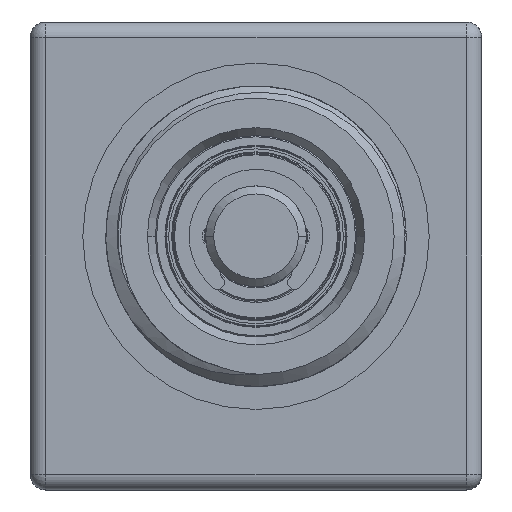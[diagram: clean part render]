
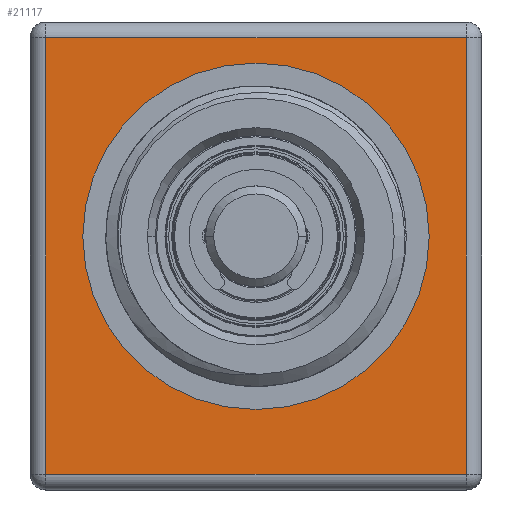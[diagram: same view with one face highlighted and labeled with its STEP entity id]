
A CAD part, front view. The second image highlights one B-rep face of the part: STEP entity #21117.
In plain terms, the highlighted planar face has unit normal (0, -1, 0).
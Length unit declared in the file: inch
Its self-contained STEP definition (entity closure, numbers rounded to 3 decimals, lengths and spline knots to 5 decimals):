
#3823=DIRECTION('',(0.,0.,-1.));
#3824=VECTOR('',#3823,0.54163);
#3825=CARTESIAN_POINT('',(-0.26081,-0.179,0.24631));
#3826=LINE('',#3825,#3824);
#3836=CARTESIAN_POINT('',(0.,-0.179,0.));
#3837=DIRECTION('',(0.,-1.,0.));
#3838=DIRECTION('',(1.,0.,0.));
#3839=AXIS2_PLACEMENT_3D('',#3836,#3837,#3838);
#3841=CARTESIAN_POINT('',(0.,-0.179,0.));
#3842=DIRECTION('',(0.,-1.,0.));
#3843=DIRECTION('',(-1.,0.,0.));
#3844=AXIS2_PLACEMENT_3D('',#3841,#3842,#3843);
#3846=DIRECTION('',(-1.,0.,0.));
#3847=VECTOR('',#3846,0.52163);
#3848=CARTESIAN_POINT('',(0.26081,-0.179,0.24631));
#3849=LINE('',#3848,#3847);
#4721=DIRECTION('',(0.,0.,1.));
#4722=VECTOR('',#4721,0.54163);
#4723=CARTESIAN_POINT('',(0.26081,-0.179,-0.29531));
#4724=LINE('',#4723,#4722);
#4775=DIRECTION('',(1.,0.,0.));
#4776=VECTOR('',#4775,0.52163);
#4777=CARTESIAN_POINT('',(-0.26081,-0.179,-0.29531));
#4778=LINE('',#4777,#4776);
#12475=CARTESIAN_POINT('',(0.215,-0.179,0.));
#12476=CARTESIAN_POINT('',(-0.215,-0.179,0.));
#12477=VERTEX_POINT('',#12475);
#12478=VERTEX_POINT('',#12476);
#12479=CARTESIAN_POINT('',(0.26081,-0.179,0.24631));
#12480=CARTESIAN_POINT('',(-0.26081,-0.179,0.24631));
#12481=VERTEX_POINT('',#12479);
#12482=VERTEX_POINT('',#12480);
#12665=CARTESIAN_POINT('',(-0.26081,-0.179,-0.29531));
#12666=CARTESIAN_POINT('',(0.26081,-0.179,-0.29531));
#12667=VERTEX_POINT('',#12665);
#12668=VERTEX_POINT('',#12666);
#21097=CARTESIAN_POINT('',(0.,-0.179,-0.0245));
#21098=DIRECTION('',(0.,1.,0.));
#21099=DIRECTION('',(1.,0.,0.));
#21100=AXIS2_PLACEMENT_3D('',#21097,#21098,#21099);
#21101=PLANE('',#21100);
#21103=ORIENTED_EDGE('',*,*,#21102,.F.);
#21105=ORIENTED_EDGE('',*,*,#21104,.F.);
#21107=ORIENTED_EDGE('',*,*,#21106,.F.);
#21108=ORIENTED_EDGE('',*,*,#21088,.F.);
#21109=EDGE_LOOP('',(#21103,#21105,#21107,#21108));
#21110=FACE_OUTER_BOUND('',#21109,.F.);
#21112=ORIENTED_EDGE('',*,*,#21111,.T.);
#21114=ORIENTED_EDGE('',*,*,#21113,.T.);
#21115=EDGE_LOOP('',(#21112,#21114));
#21116=FACE_BOUND('',#21115,.F.);
#21117=ADVANCED_FACE('',(#21110,#21116),#21101,.F.);
#3840=CIRCLE('',#3839,0.215);
#3845=CIRCLE('',#3844,0.215);
#21088=EDGE_CURVE('',#12482,#12667,#3826,.T.);
#21102=EDGE_CURVE('',#12481,#12482,#3849,.T.);
#21104=EDGE_CURVE('',#12668,#12481,#4724,.T.);
#21106=EDGE_CURVE('',#12667,#12668,#4778,.T.);
#21111=EDGE_CURVE('',#12477,#12478,#3840,.T.);
#21113=EDGE_CURVE('',#12478,#12477,#3845,.T.);
